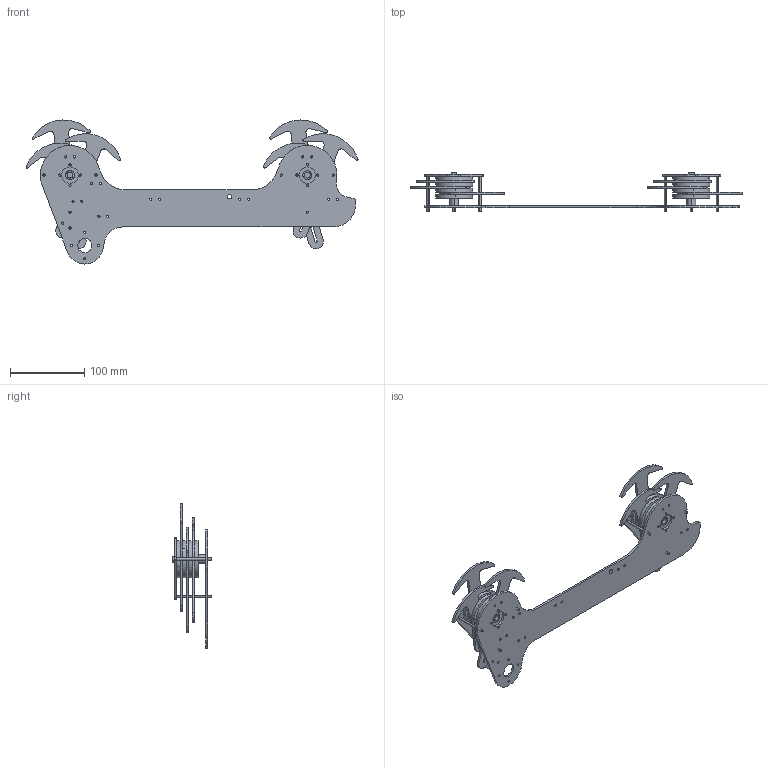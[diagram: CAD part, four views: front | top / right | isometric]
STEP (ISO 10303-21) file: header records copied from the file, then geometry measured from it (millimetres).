
FILE_DESCRIPTION (( 'STEP AP214' ), '1' );
FILE_NAME ('BA300000溘汜陬蚾饜极.STEP', '2020-05-24T04:39:21', ( '' ), ( '' ), 'SwSTEP 2.0', 'SolidWorks 2018', '' );
FILE_SCHEMA (( 'AUTOMOTIVE_DESIGN' ));
Length unit declared in the file: millimetre
Products named in the file (9): A100008俴軗儂凳俋褲; BA300000溘汜陬蚾饜极; Q214-M3-50; A100002俴軗儂凳萇儂傷; A100004俴軗儂凳粣創傷; BA300001溘汜陬俴軗儂凳; A100001耜醱價啣; A100003俴軗儂凳笢潔粣; A100005俴軗儂凳逋窒
Assembly tree (14 placements, depth 3):
  BA300000溘汜陬蚾饜极
    A100001耜醱價啣
    BA300001溘汜陬俴軗儂凳  x2
      A100003俴軗儂凳笢潔粣
      A100004俴軗儂凳粣創傷
      A100002俴軗儂凳萇儂傷
      A100005俴軗儂凳逋窒
      A100008俴軗儂凳俋褲
      Q214-M3-50
Bounding box: 447.73 x 52 x 194.34 mm (x, y, z)
Volume: 251380.6 mm3; surface area: 173372.5 mm2
Topology: 23 solids, 23 shells, 415 faces, 1077 edges, 706 vertices
Faces by surface type: cylinder 280, plane 111, cone 24
Entity records: 6651 total; most frequent: DIRECTION 1215, CARTESIAN_POINT 1046, ORIENTED_EDGE 1014, EDGE_CURVE 507, AXIS2_PLACEMENT_3D 503, VERTEX_POINT 334, CIRCLE 298, EDGE_LOOP 289
